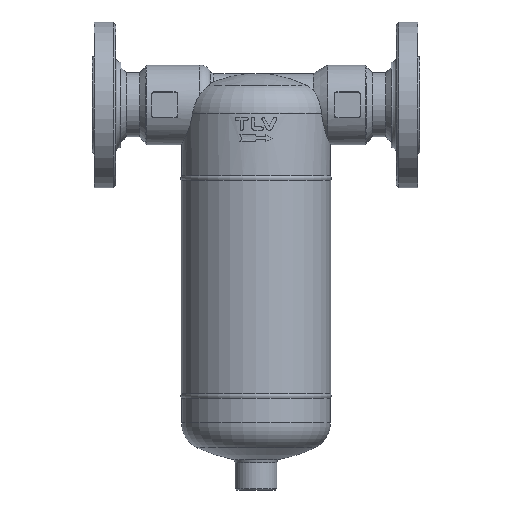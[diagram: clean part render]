
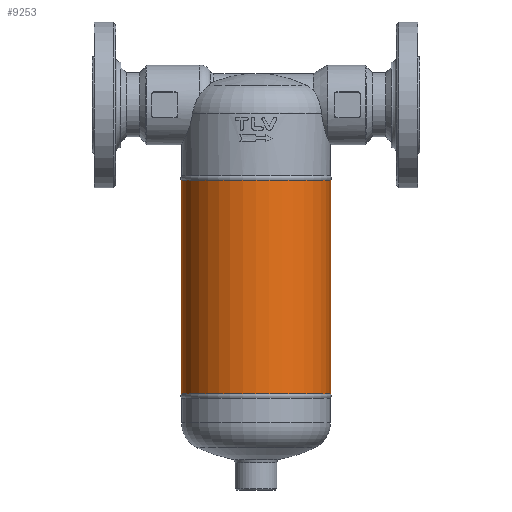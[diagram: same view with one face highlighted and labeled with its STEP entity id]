
A CAD part, front view. The second image highlights one B-rep face of the part: STEP entity #9253.
In plain terms, the highlighted cylindrical face has radius 57.15 mm (diameter 114.3 mm), a full revolution.
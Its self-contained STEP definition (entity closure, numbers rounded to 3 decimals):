
#8972=CARTESIAN_POINT('',(-57.15,0.,-165.326));
#8973=VERTEX_POINT('',#8972);
#8974=CARTESIAN_POINT('',(0.,0.0,-165.326));
#8975=DIRECTION('',(0.0,0.0,-1.0));
#8976=DIRECTION('',(1.0,0.0,0.0));
#8977=AXIS2_PLACEMENT_3D('',#8974,#8975,#8976);
#8978=CIRCLE('',#8977,57.15);
#8979=EDGE_CURVE('',#8973,#8973,#8978,.T.);
#8989=CARTESIAN_POINT('',(-57.15,0.,-1.674));
#8990=VERTEX_POINT('',#8989);
#8991=CARTESIAN_POINT('',(0.,0.0,-1.674));
#8992=DIRECTION('',(0.0,0.0,1.0));
#8993=DIRECTION('',(1.0,0.0,0.0));
#8994=AXIS2_PLACEMENT_3D('',#8991,#8992,#8993);
#8995=CIRCLE('',#8994,57.15);
#8996=EDGE_CURVE('',#8990,#8990,#8995,.T.);
#9242=CARTESIAN_POINT('',(0.,0.0,0.));
#9243=DIRECTION('',(0.,0.0,-1.0));
#9244=DIRECTION('',(1.0,0.0,0.0));
#9245=AXIS2_PLACEMENT_3D('',#9242,#9243,#9244);
#9246=CYLINDRICAL_SURFACE('',#9245,57.15);
#9247=ORIENTED_EDGE('',*,*,#8996,.F.);
#9248=EDGE_LOOP('',(#9247));
#9249=FACE_OUTER_BOUND('',#9248,.T.);
#9250=ORIENTED_EDGE('',*,*,#8979,.F.);
#9251=EDGE_LOOP('',(#9250));
#9252=FACE_BOUND('',#9251,.T.);
#9253=ADVANCED_FACE('',(#9249,#9252),#9246,.T.);
